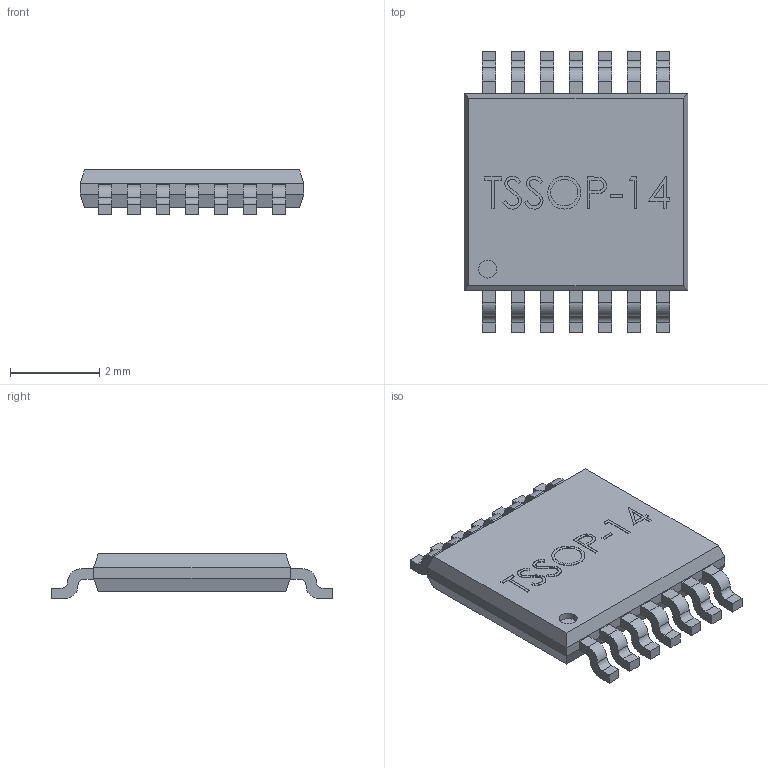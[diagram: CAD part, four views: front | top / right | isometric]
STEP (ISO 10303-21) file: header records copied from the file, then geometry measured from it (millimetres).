
FILE_DESCRIPTION (( 'STEP AP214' ), '1' );
FILE_NAME ('TSSOP-14.STEP', '2025-08-17T11:21:41', ( '' ), ( '' ), 'SwSTEP 2.0', 'SolidWorks 2022', '' );
FILE_SCHEMA (( 'AUTOMOTIVE_DESIGN' ));
Length unit declared in the file: millimetre
Products named in the file (1): TSSOP-14
Bounding box: 5 x 6.3 x 1.01 mm (x, y, z)
Volume: 19.3 mm3; surface area: 77.1 mm2
Topology: 15 solids, 15 shells, 283 faces, 715 edges, 474 vertices
Faces by surface type: plane 181, cylinder 58, bspline 44
Entity records: 13958 total; most frequent: CARTESIAN_POINT 4045, ORIENTED_EDGE 1430, DIRECTION 1223, EDGE_CURVE 715, LINE 511, VECTOR 511, VERTEX_POINT 474, AXIS2_PLACEMENT_3D 356
